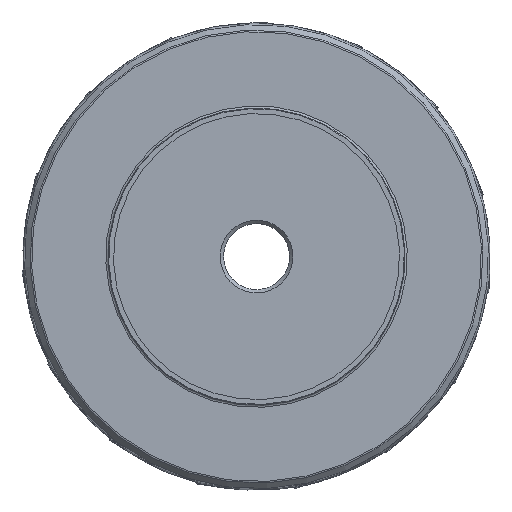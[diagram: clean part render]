
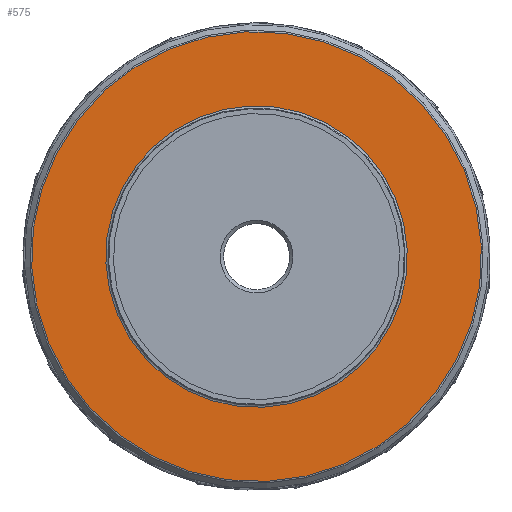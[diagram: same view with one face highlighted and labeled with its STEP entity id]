
A CAD part, top view. The second image highlights one B-rep face of the part: STEP entity #575.
In plain terms, the highlighted planar face has unit normal (0, 0, 1).
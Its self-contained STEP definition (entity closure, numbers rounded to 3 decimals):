
#270=FACE_BOUND('',#1838,.T.);
#271=FACE_BOUND('',#1839,.T.);
#403=CIRCLE('',#9326,137.);
#404=CIRCLE('',#9327,204.446);
#575=ADVANCED_FACE('',(#270,#271),#955,.T.);
#955=PLANE('',#9328);
#1838=EDGE_LOOP('',(#4841));
#1839=EDGE_LOOP('',(#4842));
#4841=ORIENTED_EDGE('',*,*,#8000,.T.);
#4842=ORIENTED_EDGE('',*,*,#8001,.T.);
#6968=VERTEX_POINT('',#15006);
#6969=VERTEX_POINT('',#15008);
#8000=EDGE_CURVE('',#6968,#6968,#403,.T.);
#8001=EDGE_CURVE('',#6969,#6969,#404,.T.);
#9326=AXIS2_PLACEMENT_3D('',#15005,#10674,#10675);
#9327=AXIS2_PLACEMENT_3D('',#15007,#10676,#10677);
#9328=AXIS2_PLACEMENT_3D('',#15009,#10678,#10679);
#10674=DIRECTION('',(0.,0.,-1.));
#10675=DIRECTION('',(0.976,0.22,0.));
#10676=DIRECTION('',(0.,0.,1.));
#10677=DIRECTION('',(0.976,0.22,0.));
#10678=DIRECTION('',(0.,0.,1.));
#10679=DIRECTION('',(0.976,0.22,0.));
#15005=CARTESIAN_POINT('',(0.,0.,
-8.));
#15006=CARTESIAN_POINT('',(133.648,30.119,-8.));
#15007=CARTESIAN_POINT('',(0.,0.,
-8.));
#15008=CARTESIAN_POINT('',(199.444,44.947,-8.));
#15009=CARTESIAN_POINT('',(-205.274,0.,-8.));
